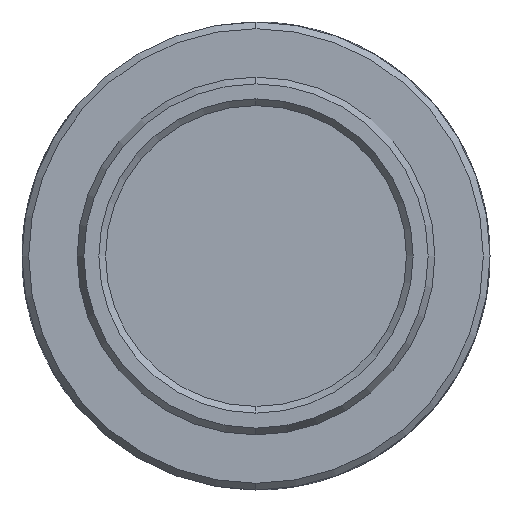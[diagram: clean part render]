
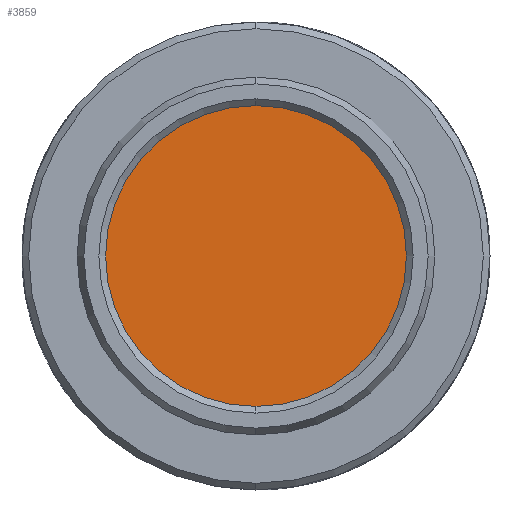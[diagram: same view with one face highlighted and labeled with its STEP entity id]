
A CAD part, left-side view. The second image highlights one B-rep face of the part: STEP entity #3859.
In plain terms, the highlighted planar face has unit normal (-1, 0, 0).
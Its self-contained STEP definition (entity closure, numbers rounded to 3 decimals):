
#338 = PLANE ( 'NONE',  #8349 ) ;
#901 = VERTEX_POINT ( 'NONE', #1387 ) ;
#1387 = CARTESIAN_POINT ( 'NONE',  ( 2.794, -4.623, 4.144 ) ) ;
#2525 = CARTESIAN_POINT ( 'NONE',  ( 2.794, 0., 0. ) ) ;
#2655 = EDGE_LOOP ( 'NONE', ( #8665, #7905 ) ) ;
#3057 = DIRECTION ( 'NONE',  ( 1., 0., 0. ) ) ;
#3641 = DIRECTION ( 'NONE',  ( 0., 0.745, -0.668 ) ) ;
#3859 = ADVANCED_FACE ( 'NONE', ( #5268 ), #338, .F. ) ;
#4357 = VERTEX_POINT ( 'NONE', #13144 ) ;
#4408 = AXIS2_PLACEMENT_3D ( 'NONE', #11444, #4895, #12557 ) ;
#4552 = EDGE_CURVE ( 'NONE', #901, #4357, #8319, .T. ) ;
#4895 = DIRECTION ( 'NONE',  ( 1., 0., 0. ) ) ;
#5268 = FACE_OUTER_BOUND ( 'NONE', #2655, .T. ) ;
#7905 = ORIENTED_EDGE ( 'NONE', *, *, #4552, .F. ) ;
#8319 = CIRCLE ( 'NONE', #4408, 6.209 ) ;
#8349 = AXIS2_PLACEMENT_3D ( 'NONE', #2525, #10195, #3641 ) ;
#8665 = ORIENTED_EDGE ( 'NONE', *, *, #11611, .F. ) ;
#9605 = CARTESIAN_POINT ( 'NONE',  ( 2.794, 0., 0. ) ) ;
#10195 = DIRECTION ( 'NONE',  ( 1., 0., 0. ) ) ;
#10721 = DIRECTION ( 'NONE',  ( 0., 0.745, -0.668 ) ) ;
#11444 = CARTESIAN_POINT ( 'NONE',  ( 2.794, 0., 0. ) ) ;
#11611 = EDGE_CURVE ( 'NONE', #4357, #901, #13919, .T. ) ;
#12557 = DIRECTION ( 'NONE',  ( 0., 0.745, -0.668 ) ) ;
#13144 = CARTESIAN_POINT ( 'NONE',  ( 2.794, 4.623, -4.144 ) ) ;
#13260 = AXIS2_PLACEMENT_3D ( 'NONE', #9605, #3057, #10721 ) ;
#13919 = CIRCLE ( 'NONE', #13260, 6.209 ) ;
